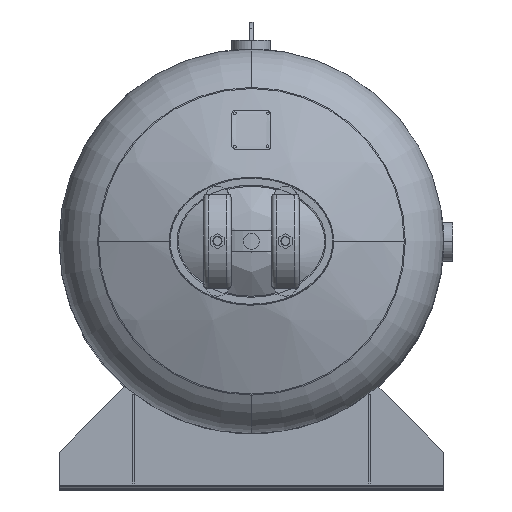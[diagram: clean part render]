
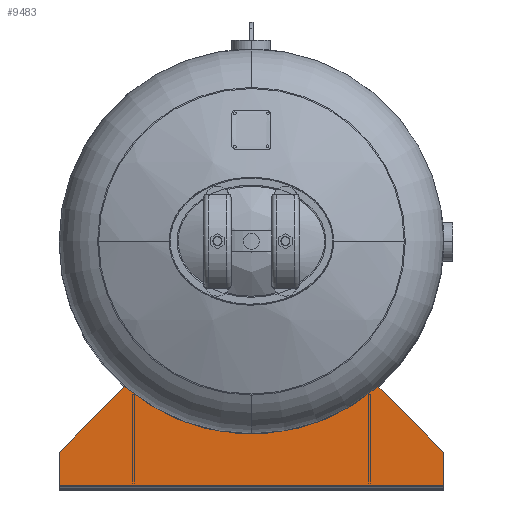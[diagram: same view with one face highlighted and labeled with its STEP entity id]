
A CAD part, top view. The second image highlights one B-rep face of the part: STEP entity #9483.
In plain terms, the highlighted planar face has unit normal (0, 0, 1).
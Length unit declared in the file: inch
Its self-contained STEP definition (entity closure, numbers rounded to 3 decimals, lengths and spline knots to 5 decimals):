
#5988 = CARTESIAN_POINT ( 'NONE',  ( -21., -23., 37. ) ) ;
#5991 = CARTESIAN_POINT ( 'NONE',  ( -13.81958, -15.812, 37. ) ) ;
#6000 = CARTESIAN_POINT ( 'NONE',  ( 21., -26.687, 37. ) ) ;
#6004 = CARTESIAN_POINT ( 'NONE',  ( -21., -26.687, 37. ) ) ;
#6008 = CARTESIAN_POINT ( 'NONE',  ( 13.81958, -15.812, 37. ) ) ;
#6015 = CARTESIAN_POINT ( 'NONE',  ( 21., -23., 37. ) ) ;
#6646 = VECTOR ( 'NONE', #12143, 39.37008 ) ;
#6652 = VECTOR ( 'NONE', #12156, 39.37008 ) ;
#6653 = VECTOR ( 'NONE', #12164, 39.37008 ) ;
#6656 = VECTOR ( 'NONE', #12167, 39.37008 ) ;
#6657 = CIRCLE ( 'NONE', #6659, 21. ) ;
#6658 = VECTOR ( 'NONE', #12173, 39.37008 ) ;
#6659 = AXIS2_PLACEMENT_3D ( 'NONE', #12170, #12171, #12172 ) ;
#6859 = AXIS2_PLACEMENT_3D ( 'NONE', #12680, #12691, #12692 ) ;
#8565 = EDGE_LOOP ( 'NONE', ( #10133, #10134, #10135, #10136, #10137, #10138 ) ) ;
#9044 = VERTEX_POINT ( 'NONE', #5988 ) ;
#9047 = VERTEX_POINT ( 'NONE', #5991 ) ;
#9056 = VERTEX_POINT ( 'NONE', #6000 ) ;
#9060 = VERTEX_POINT ( 'NONE', #6004 ) ;
#9064 = VERTEX_POINT ( 'NONE', #6008 ) ;
#9071 = VERTEX_POINT ( 'NONE', #6015 ) ;
#9310 = EDGE_CURVE ( 'NONE', #9056, #9060, #12135, .T. ) ;
#9314 = EDGE_CURVE ( 'NONE', #9044, #9060, #12153, .T. ) ;
#9317 = EDGE_CURVE ( 'NONE', #9044, #9047, #12149, .T. ) ;
#9318 = EDGE_CURVE ( 'NONE', #9071, #9064, #12165, .T. ) ;
#9319 = EDGE_CURVE ( 'NONE', #9064, #9047, #6657, .T. ) ;
#9320 = EDGE_CURVE ( 'NONE', #9071, #9056, #12160, .T. ) ;
#9483 = ADVANCED_FACE ( 'NONE', ( #12688 ), #12689, .F. ) ;
#10133 = ORIENTED_EDGE ( 'NONE', *, *, #9318, .T. ) ;
#10134 = ORIENTED_EDGE ( 'NONE', *, *, #9319, .T. ) ;
#10135 = ORIENTED_EDGE ( 'NONE', *, *, #9317, .F. ) ;
#10136 = ORIENTED_EDGE ( 'NONE', *, *, #9314, .T. ) ;
#10137 = ORIENTED_EDGE ( 'NONE', *, *, #9310, .F. ) ;
#10138 = ORIENTED_EDGE ( 'NONE', *, *, #9320, .F. ) ;
#12135 = LINE ( 'NONE', #12142, #6646 ) ;
#12142 = CARTESIAN_POINT ( 'NONE',  ( 21., -26.687, 37. ) ) ;
#12143 = DIRECTION ( 'NONE',  ( -1., 0., 0. ) ) ;
#12149 = LINE ( 'NONE', #12163, #6653 ) ;
#12153 = LINE ( 'NONE', #12155, #6652 ) ;
#12154 = CARTESIAN_POINT ( 'NONE',  ( 21., -15.812, 37. ) ) ;
#12155 = CARTESIAN_POINT ( 'NONE',  ( -21., -15.812, 37. ) ) ;
#12156 = DIRECTION ( 'NONE',  ( 0., -1., 0. ) ) ;
#12160 = LINE ( 'NONE', #12154, #6658 ) ;
#12163 = CARTESIAN_POINT ( 'NONE',  ( 3.57186, 1.59778, 37. ) ) ;
#12164 = DIRECTION ( 'NONE',  ( 0.707, 0.707, 0. ) ) ;
#12165 = LINE ( 'NONE', #12166, #6656 ) ;
#12166 = CARTESIAN_POINT ( 'NONE',  ( 17.406, -19.40221, 37. ) ) ;
#12167 = DIRECTION ( 'NONE',  ( -0.707, 0.707, 0. ) ) ;
#12170 = CARTESIAN_POINT ( 'NONE',  ( 0., 0., 37. ) ) ;
#12171 = DIRECTION ( 'NONE',  ( 0., 0., -1. ) ) ;
#12172 = DIRECTION ( 'NONE',  ( -1., 0., 0. ) ) ;
#12173 = DIRECTION ( 'NONE',  ( 0., -1., 0. ) ) ;
#12680 = CARTESIAN_POINT ( 'NONE',  ( 21., -15.812, 37. ) ) ;
#12688 = FACE_OUTER_BOUND ( 'NONE', #8565, .T. ) ;
#12689 = PLANE ( 'NONE',  #6859 ) ;
#12691 = DIRECTION ( 'NONE',  ( 0., 0., -1. ) ) ;
#12692 = DIRECTION ( 'NONE',  ( 0., 1., 0. ) ) ;
